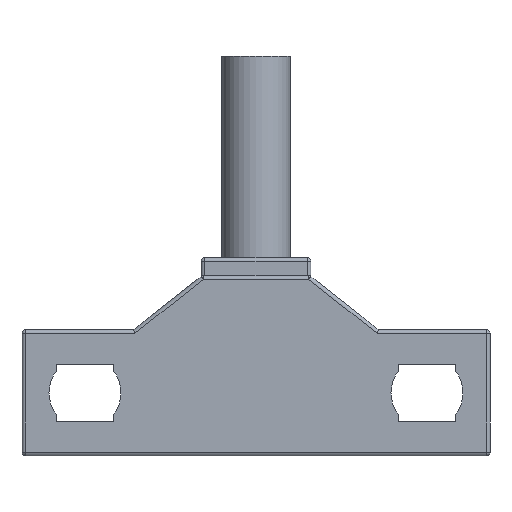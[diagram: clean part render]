
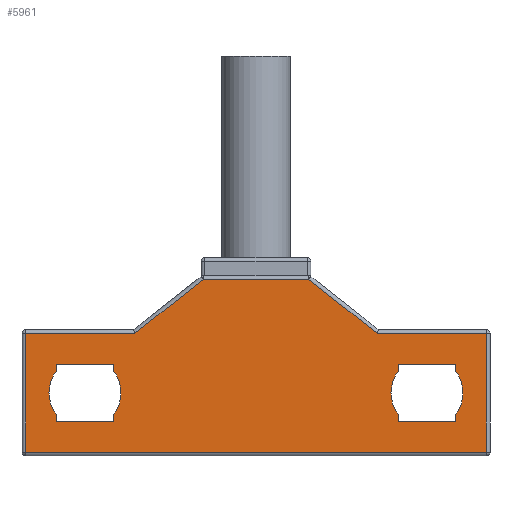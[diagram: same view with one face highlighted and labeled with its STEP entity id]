
A CAD part, front view. The second image highlights one B-rep face of the part: STEP entity #5961.
In plain terms, the highlighted planar face has unit normal (0, -1, 0).
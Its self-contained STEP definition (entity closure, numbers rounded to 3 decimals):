
#1521=DIRECTION('',(-0.785,0.,0.62));
#1522=VECTOR('',#1521,4.841);
#1523=CARTESIAN_POINT('',(6.731,-12.6,3.3));
#1524=LINE('',#1523,#1522);
#1826=DIRECTION('',(1.,0.,0.));
#1827=VECTOR('',#1826,6.069);
#1828=CARTESIAN_POINT('',(-12.8,-12.6,3.3));
#1829=LINE('',#1828,#1827);
#1830=DIRECTION('',(-1.,0.,0.));
#1831=VECTOR('',#1830,5.861);
#1832=CARTESIAN_POINT('',(2.931,-12.6,6.3));
#1833=LINE('',#1832,#1831);
#1834=DIRECTION('',(1.,0.,0.));
#1835=VECTOR('',#1834,6.069);
#1836=CARTESIAN_POINT('',(6.731,-12.6,3.3));
#1837=LINE('',#1836,#1835);
#1838=DIRECTION('',(0.,0.,-1.));
#1839=VECTOR('',#1838,6.6);
#1840=CARTESIAN_POINT('',(12.8,-12.6,3.3));
#1841=LINE('',#1840,#1839);
#1842=DIRECTION('',(-1.,0.,0.));
#1843=VECTOR('',#1842,25.6);
#1844=CARTESIAN_POINT('',(12.8,-12.6,-3.3));
#1845=LINE('',#1844,#1843);
#1846=DIRECTION('',(0.,0.,1.));
#1847=VECTOR('',#1846,6.6);
#1848=CARTESIAN_POINT('',(-12.8,-12.6,-3.3));
#1849=LINE('',#1848,#1847);
#1850=DIRECTION('',(0.,0.,-1.));
#1851=VECTOR('',#1850,0.4);
#1852=CARTESIAN_POINT('',(11.1,-12.6,1.6));
#1853=LINE('',#1852,#1851);
#1854=DIRECTION('',(1.,0.,0.));
#1855=VECTOR('',#1854,3.2);
#1856=CARTESIAN_POINT('',(7.9,-12.6,1.6));
#1857=LINE('',#1856,#1855);
#1858=DIRECTION('',(0.,0.,1.));
#1859=VECTOR('',#1858,0.4);
#1860=CARTESIAN_POINT('',(7.9,-12.6,1.2));
#1861=LINE('',#1860,#1859);
#1862=CARTESIAN_POINT('',(9.5,-12.6,0.));
#1863=DIRECTION('',(0.,1.,0.));
#1864=DIRECTION('',(-0.8,0.,-0.6));
#1865=AXIS2_PLACEMENT_3D('',#1862,#1863,#1864);
#1867=DIRECTION('',(0.,0.,1.));
#1868=VECTOR('',#1867,0.4);
#1869=CARTESIAN_POINT('',(7.9,-12.6,-1.6));
#1870=LINE('',#1869,#1868);
#1871=DIRECTION('',(-1.,0.,0.));
#1872=VECTOR('',#1871,3.2);
#1873=CARTESIAN_POINT('',(11.1,-12.6,-1.6));
#1874=LINE('',#1873,#1872);
#1875=DIRECTION('',(0.,0.,-1.));
#1876=VECTOR('',#1875,0.4);
#1877=CARTESIAN_POINT('',(11.1,-12.6,-1.2));
#1878=LINE('',#1877,#1876);
#1879=CARTESIAN_POINT('',(9.5,-12.6,0.));
#1880=DIRECTION('',(0.,1.,0.));
#1881=DIRECTION('',(0.8,0.,0.6));
#1882=AXIS2_PLACEMENT_3D('',#1879,#1880,#1881);
#1884=DIRECTION('',(1.,0.,0.));
#1885=VECTOR('',#1884,3.2);
#1886=CARTESIAN_POINT('',(-11.1,-12.6,1.6));
#1887=LINE('',#1886,#1885);
#1888=DIRECTION('',(0.,0.,1.));
#1889=VECTOR('',#1888,0.4);
#1890=CARTESIAN_POINT('',(-11.1,-12.6,1.2));
#1891=LINE('',#1890,#1889);
#1892=CARTESIAN_POINT('',(-9.5,-12.6,0.));
#1893=DIRECTION('',(0.,1.,0.));
#1894=DIRECTION('',(-0.8,0.,-0.6));
#1895=AXIS2_PLACEMENT_3D('',#1892,#1893,#1894);
#1897=DIRECTION('',(0.,0.,1.));
#1898=VECTOR('',#1897,0.4);
#1899=CARTESIAN_POINT('',(-11.1,-12.6,-1.6));
#1900=LINE('',#1899,#1898);
#1901=DIRECTION('',(-1.,0.,0.));
#1902=VECTOR('',#1901,3.2);
#1903=CARTESIAN_POINT('',(-7.9,-12.6,-1.6));
#1904=LINE('',#1903,#1902);
#1905=DIRECTION('',(0.,0.,-1.));
#1906=VECTOR('',#1905,0.4);
#1907=CARTESIAN_POINT('',(-7.9,-12.6,-1.2));
#1908=LINE('',#1907,#1906);
#1909=CARTESIAN_POINT('',(-9.5,-12.6,0.));
#1910=DIRECTION('',(0.,1.,0.));
#1911=DIRECTION('',(0.8,0.,0.6));
#1912=AXIS2_PLACEMENT_3D('',#1909,#1910,#1911);
#1914=DIRECTION('',(0.,0.,-1.));
#1915=VECTOR('',#1914,0.4);
#1916=CARTESIAN_POINT('',(-7.9,-12.6,1.6));
#1917=LINE('',#1916,#1915);
#1918=DIRECTION('',(-0.785,0.,-0.62));
#1919=VECTOR('',#1918,4.841);
#1920=CARTESIAN_POINT('',(-2.931,-12.6,6.3));
#1921=LINE('',#1920,#1919);
#2930=CARTESIAN_POINT('',(11.1,-12.6,1.6));
#2931=CARTESIAN_POINT('',(11.1,-12.6,1.2));
#2932=VERTEX_POINT('',#2930);
#2933=VERTEX_POINT('',#2931);
#2934=CARTESIAN_POINT('',(11.1,-12.6,-1.2));
#2935=VERTEX_POINT('',#2934);
#2936=CARTESIAN_POINT('',(11.1,-12.6,-1.6));
#2937=VERTEX_POINT('',#2936);
#2938=CARTESIAN_POINT('',(7.9,-12.6,-1.6));
#2939=VERTEX_POINT('',#2938);
#2940=CARTESIAN_POINT('',(7.9,-12.6,-1.2));
#2941=VERTEX_POINT('',#2940);
#2942=CARTESIAN_POINT('',(7.9,-12.6,1.2));
#2943=VERTEX_POINT('',#2942);
#2944=CARTESIAN_POINT('',(7.9,-12.6,1.6));
#2945=VERTEX_POINT('',#2944);
#2946=CARTESIAN_POINT('',(-11.1,-12.6,1.6));
#2947=CARTESIAN_POINT('',(-7.9,-12.6,1.6));
#2948=VERTEX_POINT('',#2946);
#2949=VERTEX_POINT('',#2947);
#2950=CARTESIAN_POINT('',(-7.9,-12.6,1.2));
#2951=VERTEX_POINT('',#2950);
#2952=CARTESIAN_POINT('',(-7.9,-12.6,-1.2));
#2953=VERTEX_POINT('',#2952);
#2954=CARTESIAN_POINT('',(-7.9,-12.6,-1.6));
#2955=VERTEX_POINT('',#2954);
#2956=CARTESIAN_POINT('',(-11.1,-12.6,-1.6));
#2957=VERTEX_POINT('',#2956);
#2958=CARTESIAN_POINT('',(-11.1,-12.6,-1.2));
#2959=VERTEX_POINT('',#2958);
#2960=CARTESIAN_POINT('',(-11.1,-12.6,1.2));
#2961=VERTEX_POINT('',#2960);
#3014=CARTESIAN_POINT('',(2.931,-12.6,6.3));
#3015=CARTESIAN_POINT('',(-2.931,-12.6,6.3));
#3016=VERTEX_POINT('',#3014);
#3017=VERTEX_POINT('',#3015);
#3082=CARTESIAN_POINT('',(-12.8,-12.6,3.3));
#3083=CARTESIAN_POINT('',(-6.731,-12.6,3.3));
#3084=VERTEX_POINT('',#3082);
#3085=VERTEX_POINT('',#3083);
#3094=CARTESIAN_POINT('',(-12.8,-12.6,-3.3));
#3095=VERTEX_POINT('',#3094);
#3100=CARTESIAN_POINT('',(12.8,-12.6,-3.3));
#3101=VERTEX_POINT('',#3100);
#3106=CARTESIAN_POINT('',(12.8,-12.6,3.3));
#3107=VERTEX_POINT('',#3106);
#3112=CARTESIAN_POINT('',(6.731,-12.6,3.3));
#3113=VERTEX_POINT('',#3112);
#5905=CARTESIAN_POINT('',(-13.,-12.6,-3.5));
#5906=DIRECTION('',(0.,-1.,0.));
#5907=DIRECTION('',(1.,0.,0.));
#5908=AXIS2_PLACEMENT_3D('',#5905,#5906,#5907);
#5909=PLANE('',#5908);
#5910=ORIENTED_EDGE('',*,*,#5896,.T.);
#5912=ORIENTED_EDGE('',*,*,#5911,.F.);
#5914=ORIENTED_EDGE('',*,*,#5913,.F.);
#5915=ORIENTED_EDGE('',*,*,#5549,.F.);
#5916=ORIENTED_EDGE('',*,*,#5565,.T.);
#5918=ORIENTED_EDGE('',*,*,#5917,.T.);
#5920=ORIENTED_EDGE('',*,*,#5919,.T.);
#5922=ORIENTED_EDGE('',*,*,#5921,.T.);
#5923=EDGE_LOOP('',(#5910,#5912,#5914,#5915,#5916,#5918,#5920,#5922));
#5924=FACE_OUTER_BOUND('',#5923,.F.);
#5926=ORIENTED_EDGE('',*,*,#5925,.F.);
#5928=ORIENTED_EDGE('',*,*,#5927,.F.);
#5930=ORIENTED_EDGE('',*,*,#5929,.F.);
#5932=ORIENTED_EDGE('',*,*,#5931,.F.);
#5934=ORIENTED_EDGE('',*,*,#5933,.F.);
#5936=ORIENTED_EDGE('',*,*,#5935,.F.);
#5938=ORIENTED_EDGE('',*,*,#5937,.F.);
#5940=ORIENTED_EDGE('',*,*,#5939,.F.);
#5941=EDGE_LOOP('',(#5926,#5928,#5930,#5932,#5934,#5936,#5938,#5940));
#5942=FACE_BOUND('',#5941,.F.);
#5944=ORIENTED_EDGE('',*,*,#5943,.F.);
#5946=ORIENTED_EDGE('',*,*,#5945,.F.);
#5948=ORIENTED_EDGE('',*,*,#5947,.F.);
#5950=ORIENTED_EDGE('',*,*,#5949,.F.);
#5952=ORIENTED_EDGE('',*,*,#5951,.F.);
#5954=ORIENTED_EDGE('',*,*,#5953,.F.);
#5956=ORIENTED_EDGE('',*,*,#5955,.F.);
#5958=ORIENTED_EDGE('',*,*,#5957,.F.);
#5959=EDGE_LOOP('',(#5944,#5946,#5948,#5950,#5952,#5954,#5956,#5958));
#5960=FACE_BOUND('',#5959,.F.);
#5961=ADVANCED_FACE('',(#5924,#5942,#5960),#5909,.T.);
#1866=CIRCLE('',#1865,2.);
#1883=CIRCLE('',#1882,2.);
#1896=CIRCLE('',#1895,2.);
#1913=CIRCLE('',#1912,2.);
#5549=EDGE_CURVE('',#3113,#3016,#1524,.T.);
#5565=EDGE_CURVE('',#3113,#3107,#1837,.T.);
#5896=EDGE_CURVE('',#3084,#3085,#1829,.T.);
#5911=EDGE_CURVE('',#3017,#3085,#1921,.T.);
#5913=EDGE_CURVE('',#3016,#3017,#1833,.T.);
#5917=EDGE_CURVE('',#3107,#3101,#1841,.T.);
#5919=EDGE_CURVE('',#3101,#3095,#1845,.T.);
#5921=EDGE_CURVE('',#3095,#3084,#1849,.T.);
#5925=EDGE_CURVE('',#2932,#2933,#1853,.T.);
#5927=EDGE_CURVE('',#2945,#2932,#1857,.T.);
#5929=EDGE_CURVE('',#2943,#2945,#1861,.T.);
#5931=EDGE_CURVE('',#2941,#2943,#1866,.T.);
#5933=EDGE_CURVE('',#2939,#2941,#1870,.T.);
#5935=EDGE_CURVE('',#2937,#2939,#1874,.T.);
#5937=EDGE_CURVE('',#2935,#2937,#1878,.T.);
#5939=EDGE_CURVE('',#2933,#2935,#1883,.T.);
#5943=EDGE_CURVE('',#2948,#2949,#1887,.T.);
#5945=EDGE_CURVE('',#2961,#2948,#1891,.T.);
#5947=EDGE_CURVE('',#2959,#2961,#1896,.T.);
#5949=EDGE_CURVE('',#2957,#2959,#1900,.T.);
#5951=EDGE_CURVE('',#2955,#2957,#1904,.T.);
#5953=EDGE_CURVE('',#2953,#2955,#1908,.T.);
#5955=EDGE_CURVE('',#2951,#2953,#1913,.T.);
#5957=EDGE_CURVE('',#2949,#2951,#1917,.T.);
